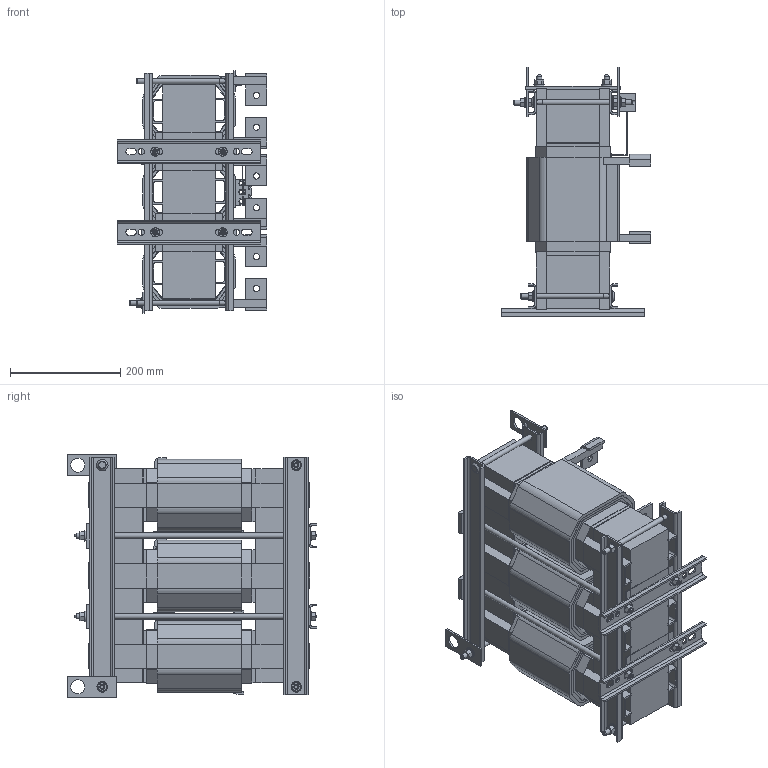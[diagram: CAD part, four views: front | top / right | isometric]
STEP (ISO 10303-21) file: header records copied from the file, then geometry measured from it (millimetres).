
FILE_DESCRIPTION(/* description */ (''),/* implementation_level */ '2;1');
FILE_NAME(/* name */ 'KTRMG250A.stp',/* time_stamp */ '2020-08-03T08:15:18-05:00',/* author */ ('jnelson'),/* organization */ (''),/* preprocessor_version */ 'ST-DEVELOPER v17',/* originating_system */ 'Autodesk Inventor 2019',/* authorisation */ '');
FILE_SCHEMA (('AUTOMOTIVE_DESIGN { 1 0 10303 214 3 1 1 }'));
Length unit declared in the file: inch
Products named in the file (31): KTRMG250A; 24158; 15185; 14731; 31003; 31003_1; 31003 - Bracket; 22510; 15179; 22512; 22511; 19874; 15309; 15466; 19375; 13202; 25987 BENT FOR ROD; 11626 AND 1509; 1509; 11626; 28456; 30097- LARGE  BLANK  (REACTOR); 29477-KTRMG362AMSX1; 28453; 28453_1; 11923insert-hex head; 11923-1; 11923-HEX SCREW; 31615; 14331 WIRING KTRMG362AMS Short Bend; 14331 WIRING KTRMG362AMS
Assembly tree (78 placements, depth 4):
  KTRMG250A
    14731  x2
    15185  x4
    24158  x3
    22510  x3
    31003
      31003_1
      31003 - Bracket
    15179  x4
    22512  x2
    22511  x2
    19874  x2
    15309  x2
    15466  x6
    11626  x4
    19375  x4
    13202  x4
    25987 BENT FOR ROD  x4
    11626 AND 1509  x10
      1509
      11626
    28456  x2
    30097- LARGE  BLANK  (REACTOR)
    29477-KTRMG362AMSX1
    28453
      28453_1
      11923insert-hex head  x3
        11923-1
        11923-HEX SCREW
    14331 WIRING KTRMG362AMS Short Bend  x2
    14331 WIRING KTRMG362AMS  x2
    31615
Bounding box: 271.3 x 451.99 x 439.67 mm (x, y, z)
Volume: 17766766.6 mm3; surface area: 3433881.2 mm2
Topology: 93 solids, 93 shells, 3525 faces, 9369 edges, 6035 vertices
Faces by surface type: plane 1783, cylinder 1454, bspline 214, cone 66, torus 4, sphere 4
Full cylindrical faces by diameter (mm): 1.524 x10, 3.842 x6, 4.166 x2, 4.496 x3, 4.724 x2, 5.172 x30, 5.436 x2, 5.938 x6, 6.35 x30, 6.604 x6, 7.01 x6, 7.798 x14, 8.382 x4, 9.322 x4, 9.525 x14, 9.652 x6, 9.957 x4, 11.176 x10, 19.05 x10, 20.904 x4, 25.4 x2
Entity records: 45589 total; most frequent: CARTESIAN_POINT 12125, ORIENTED_EDGE 6972, DIRECTION 6119, EDGE_CURVE 3486, LINE 2391, VECTOR 2391, VERTEX_POINT 2277, AXIS2_PLACEMENT_3D 1864
